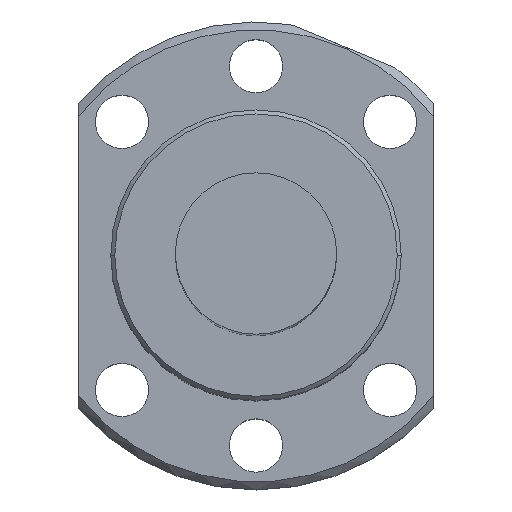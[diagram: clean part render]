
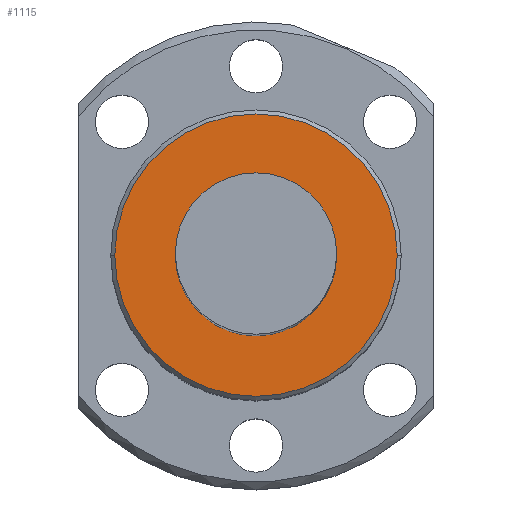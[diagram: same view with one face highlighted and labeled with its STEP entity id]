
A CAD part, top view. The second image highlights one B-rep face of the part: STEP entity #1115.
In plain terms, the highlighted face is planar.
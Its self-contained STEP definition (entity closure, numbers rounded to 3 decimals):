
#109 = CARTESIAN_POINT ( 'NONE',  ( -17.5, 0., -69. ) ) ;
#238 = EDGE_CURVE ( 'NONE', #347, #1664, #249, .T. ) ;
#249 = CIRCLE ( 'NONE', #1435, 17.5 ) ;
#347 = VERTEX_POINT ( 'NONE', #1434 ) ;
#402 = EDGE_CURVE ( 'NONE', #1664, #347, #1289, .T. ) ;
#443 = EDGE_CURVE ( 'NONE', #936, #658, #1425, .T. ) ;
#510 = DIRECTION ( 'NONE',  ( 1., 0., 0. ) ) ;
#516 = DIRECTION ( 'NONE',  ( 0., 0., 1. ) ) ;
#520 = CARTESIAN_POINT ( 'NONE',  ( -17.71, -17.71, -69. ) ) ;
#523 = PLANE ( 'NONE',  #921 ) ;
#658 = VERTEX_POINT ( 'NONE', #985 ) ;
#666 = AXIS2_PLACEMENT_3D ( 'NONE', #760, #758, #754 ) ;
#701 = AXIS2_PLACEMENT_3D ( 'NONE', #1312, #1308, #1303 ) ;
#727 = CARTESIAN_POINT ( 'NONE',  ( -10., 0., -69. ) ) ;
#754 = DIRECTION ( 'NONE',  ( 1., 0., 0. ) ) ;
#758 = DIRECTION ( 'NONE',  ( 0., 0., -1. ) ) ;
#760 = CARTESIAN_POINT ( 'NONE',  ( 0., 0., -69. ) ) ;
#794 = EDGE_LOOP ( 'NONE', ( #1653, #1321 ) ) ;
#895 = FACE_OUTER_BOUND ( 'NONE', #794, .T. ) ;
#913 = EDGE_CURVE ( 'NONE', #658, #936, #928, .T. ) ;
#921 = AXIS2_PLACEMENT_3D ( 'NONE', #520, #516, #510 ) ;
#928 = CIRCLE ( 'NONE', #666, 10. ) ;
#936 = VERTEX_POINT ( 'NONE', #727 ) ;
#942 = FACE_BOUND ( 'NONE', #1606, .T. ) ;
#985 = CARTESIAN_POINT ( 'NONE',  ( 10., 0., -69. ) ) ;
#1115 = ADVANCED_FACE ( 'NONE', ( #942, #895 ), #523, .F. ) ;
#1169 = ORIENTED_EDGE ( 'NONE', *, *, #913, .F. ) ;
#1181 = ORIENTED_EDGE ( 'NONE', *, *, #443, .F. ) ;
#1278 = AXIS2_PLACEMENT_3D ( 'NONE', #1363, #1359, #1357 ) ;
#1289 = CIRCLE ( 'NONE', #1278, 17.5 ) ;
#1303 = DIRECTION ( 'NONE',  ( 1., 0., 0. ) ) ;
#1308 = DIRECTION ( 'NONE',  ( 0., 0., -1. ) ) ;
#1312 = CARTESIAN_POINT ( 'NONE',  ( 0., 0., -69. ) ) ;
#1321 = ORIENTED_EDGE ( 'NONE', *, *, #402, .F. ) ;
#1357 = DIRECTION ( 'NONE',  ( 1., 0., 0. ) ) ;
#1359 = DIRECTION ( 'NONE',  ( 0., 0., 1. ) ) ;
#1363 = CARTESIAN_POINT ( 'NONE',  ( 0., 0., -69. ) ) ;
#1425 = CIRCLE ( 'NONE', #701, 10. ) ;
#1434 = CARTESIAN_POINT ( 'NONE',  ( 17.5, 0., -69. ) ) ;
#1435 = AXIS2_PLACEMENT_3D ( 'NONE', #1607, #1600, #1602 ) ;
#1600 = DIRECTION ( 'NONE',  ( 0., 0., 1. ) ) ;
#1602 = DIRECTION ( 'NONE',  ( 1., 0., 0. ) ) ;
#1606 = EDGE_LOOP ( 'NONE', ( #1169, #1181 ) ) ;
#1607 = CARTESIAN_POINT ( 'NONE',  ( 0., 0., -69. ) ) ;
#1653 = ORIENTED_EDGE ( 'NONE', *, *, #238, .F. ) ;
#1664 = VERTEX_POINT ( 'NONE', #109 ) ;
